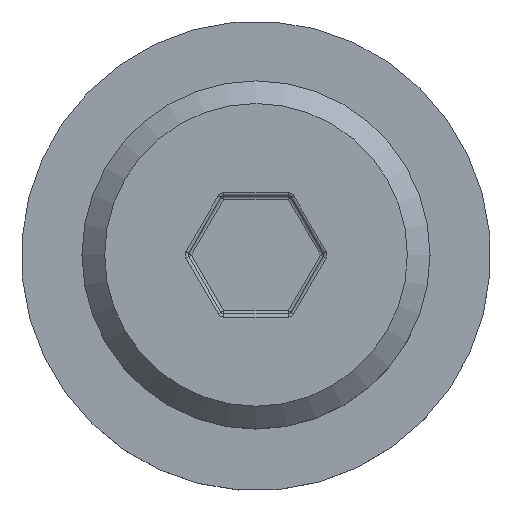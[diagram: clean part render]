
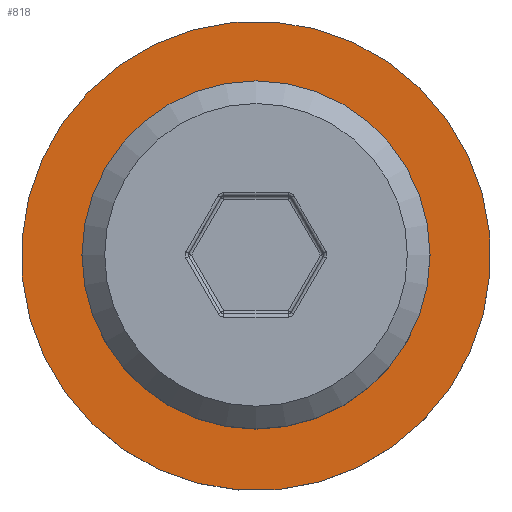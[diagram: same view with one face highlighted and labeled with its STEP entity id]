
A CAD part, top view. The second image highlights one B-rep face of the part: STEP entity #818.
In plain terms, the highlighted planar face has unit normal (0, 0, 1).
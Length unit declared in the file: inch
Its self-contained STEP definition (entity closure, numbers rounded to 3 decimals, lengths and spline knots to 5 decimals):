
#160=FACE_BOUND('',#293,.T.);
#174=PLANE('',#1005);
#231=FACE_OUTER_BOUND('',#292,.T.);
#292=EDGE_LOOP('',(#751));
#293=EDGE_LOOP('',(#752));
#356=CIRCLE('',#1000,0.156);
#359=CIRCLE('',#1004,0.3725);
#418=VERTEX_POINT('',#1528);
#421=VERTEX_POINT('',#1536);
#527=EDGE_CURVE('',#418,#418,#356,.T.);
#532=EDGE_CURVE('',#421,#421,#359,.T.);
#751=ORIENTED_EDGE('',*,*,#532,.F.);
#752=ORIENTED_EDGE('',*,*,#527,.T.);
#818=ADVANCED_FACE('',(#231,#160),#174,.F.);
#1000=AXIS2_PLACEMENT_3D('',#1529,#1288,#1289);
#1004=AXIS2_PLACEMENT_3D('',#1538,#1298,#1299);
#1005=AXIS2_PLACEMENT_3D('',#1539,#1300,#1301);
#1288=DIRECTION('center_axis',(0.,0.,-1.));
#1289=DIRECTION('ref_axis',(-1.,0.,0.));
#1298=DIRECTION('center_axis',(0.,0.,-1.));
#1299=DIRECTION('ref_axis',(-1.,0.,0.));
#1300=DIRECTION('center_axis',(0.,0.,-1.));
#1301=DIRECTION('ref_axis',(-1.,0.,0.));
#1528=CARTESIAN_POINT('',(0.156,0.,0.));
#1529=CARTESIAN_POINT('Origin',(0.,0.,0.));
#1536=CARTESIAN_POINT('',(0.3725,0.,0.));
#1538=CARTESIAN_POINT('Origin',(0.,0.,0.));
#1539=CARTESIAN_POINT('Origin',(0.,0.,0.));
